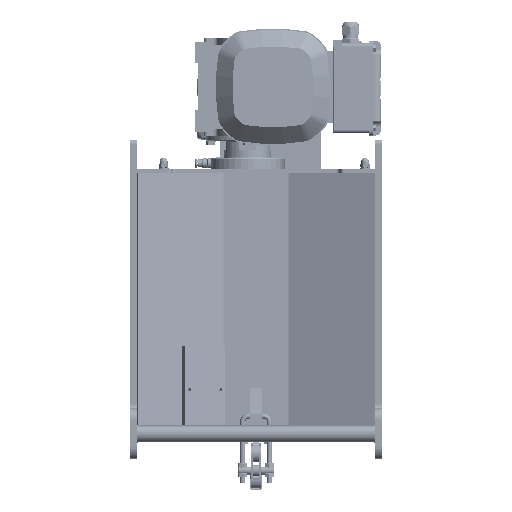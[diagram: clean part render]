
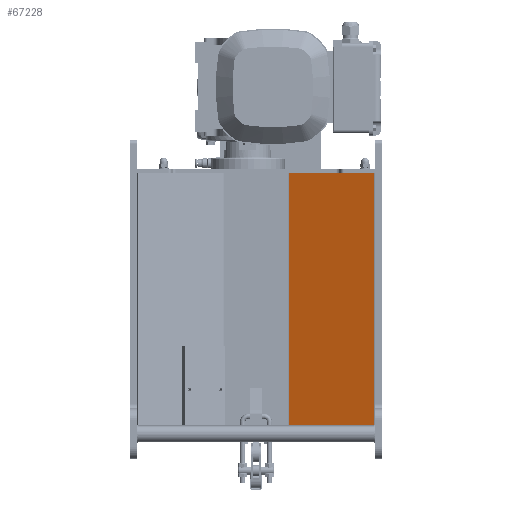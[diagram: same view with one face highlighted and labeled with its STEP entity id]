
A CAD part, left-side view. The second image highlights one B-rep face of the part: STEP entity #67228.
In plain terms, the highlighted planar face has unit normal (-0.932, 0.363, 0).
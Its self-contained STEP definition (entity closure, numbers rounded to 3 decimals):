
#2875=LINE('',#103427,#7915);
#2898=LINE('',#103481,#7938);
#2899=LINE('',#103484,#7939);
#2900=LINE('',#103486,#7940);
#2901=LINE('',#103487,#7941);
#7915=VECTOR('',#81542,10.);
#7938=VECTOR('',#81583,10.);
#7939=VECTOR('',#81586,10.);
#7940=VECTOR('',#81587,10.);
#7941=VECTOR('',#81588,10.);
#14002=FACE_OUTER_BOUND('',#17636,.T.);
#17636=EDGE_LOOP('',(#45125,#45126,#45127,#45128,#45129));
#26311=VERTEX_POINT('',#103424);
#26312=VERTEX_POINT('',#103426);
#26330=VERTEX_POINT('',#103471);
#26335=VERTEX_POINT('',#103483);
#26336=VERTEX_POINT('',#103485);
#33444=EDGE_CURVE('',#26312,#26311,#2875,.T.);
#33471=EDGE_CURVE('',#26312,#26330,#2898,.T.);
#33472=EDGE_CURVE('',#26335,#26330,#2899,.T.);
#33473=EDGE_CURVE('',#26311,#26336,#2900,.T.);
#33474=EDGE_CURVE('',#26336,#26335,#2901,.T.);
#45125=ORIENTED_EDGE('',*,*,#33472,.T.);
#45126=ORIENTED_EDGE('',*,*,#33471,.F.);
#45127=ORIENTED_EDGE('',*,*,#33444,.T.);
#45128=ORIENTED_EDGE('',*,*,#33473,.T.);
#45129=ORIENTED_EDGE('',*,*,#33474,.T.);
#61532=PLANE('',#71684);
#67228=ADVANCED_FACE('',(#14002),#61532,.T.);
#71684=AXIS2_PLACEMENT_3D('',#103482,#81584,#81585);
#81542=DIRECTION('',(0.363,0.932,0.));
#81583=DIRECTION('',(0.,0.,-1.));
#81584=DIRECTION('center_axis',(-0.932,0.363,0.));
#81585=DIRECTION('ref_axis',(0.,0.,
-1.));
#81586=DIRECTION('',(-0.363,-0.932,0.));
#81587=DIRECTION('',(0.363,0.932,0.));
#81588=DIRECTION('',(0.,0.,-1.));
#103424=CARTESIAN_POINT('',(-135.675,53.,150.));
#103426=CARTESIAN_POINT('',(-152.795,9.09,150.));
#103427=CARTESIAN_POINT('',(-152.795,9.09,150.));
#103471=CARTESIAN_POINT('',(-152.795,9.09,-150.));
#103481=CARTESIAN_POINT('',(-152.795,9.09,150.));
#103482=CARTESIAN_POINT('Origin',(-113.205,110.633,150.));
#103483=CARTESIAN_POINT('',(-113.205,110.633,-150.));
#103484=CARTESIAN_POINT('',(-152.795,9.09,-150.));
#103485=CARTESIAN_POINT('',(-113.205,110.633,150.));
#103486=CARTESIAN_POINT('',(-152.795,9.09,150.));
#103487=CARTESIAN_POINT('',(-113.205,110.633,150.));
